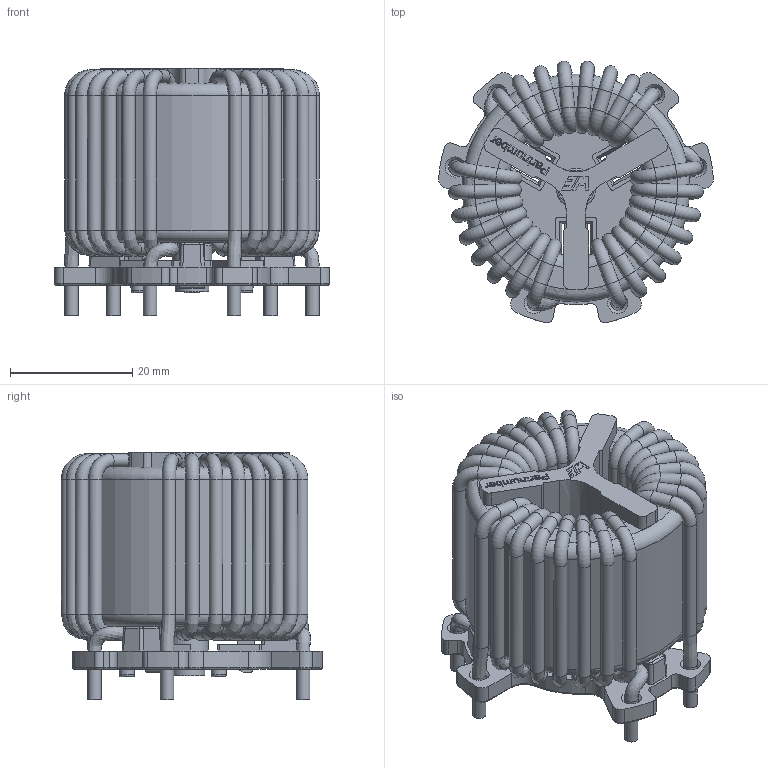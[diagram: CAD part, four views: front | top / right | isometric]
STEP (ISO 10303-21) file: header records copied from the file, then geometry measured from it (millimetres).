
FILE_DESCRIPTION(/* description */ ('Unknown'),/* implementation_level */ '2;1');
FILE_NAME(/* name */ 'L_Wurth_WE-TPB_744833005240',/* time_stamp */ '2025-09-05T14:52:51+08:00',/* author */ ('Unknown'),/* organization */ ('Unknown'),/* preprocessor_version */ 'ST-DEVELOPER v19.4',/* originating_system */ 'Solid Edge',/* authorisation */ 'Unknown');
FILE_SCHEMA (('AUTOMOTIVE_DESIGN {1 0 10303 214 3 1 1}'));
Length unit declared in the file: millimetre
Products named in the file (2): L_Wurth_WE-TPB_744833005240
Assembly tree (1 placements, depth 2):
  L_Wurth_WE-TPB_744833005240
    L_Wurth_WE-TPB_744833005240
Bounding box: 44.89 x 42.69 x 40.5 mm (x, y, z)
Volume: 31069.1 mm3; surface area: 22975.8 mm2
Topology: 4 solids, 4 shells, 812 faces, 2153 edges, 1314 vertices
Faces by surface type: plane 372, cylinder 234, torus 109, bspline 77, cone 20
Full cylindrical faces by diameter (mm): 2.2 x78, 2.3 x6, 2.5 x3, 3.3 x1, 5.5 x1, 6.5 x1, 22.35 x1, 37.2 x1
Entity records: 35530 total; most frequent: CARTESIAN_POINT 13139, ORIENTED_EDGE 3764, DIRECTION 3441, EDGE_CURVE 1882, VERTEX_POINT 1247, AXIS2_PLACEMENT_3D 1191, EDGE_LOOP 1065, FACE_BOUND 1065
